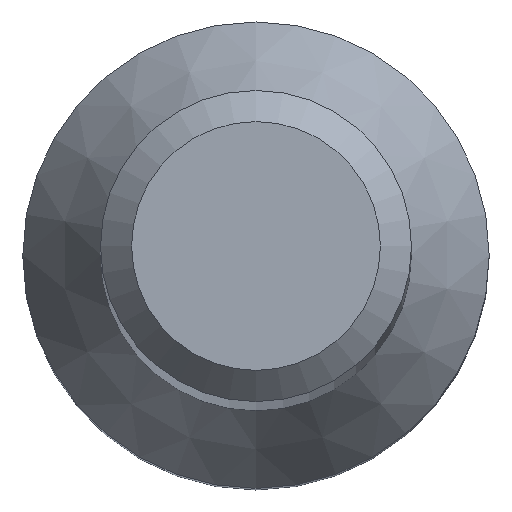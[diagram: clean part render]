
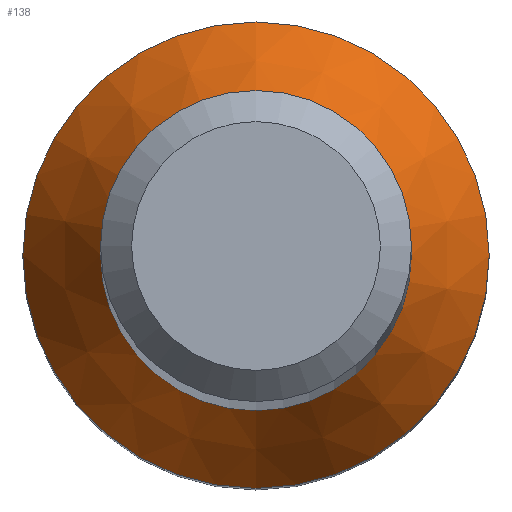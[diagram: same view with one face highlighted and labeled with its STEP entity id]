
A CAD part, top view. The second image highlights one B-rep face of the part: STEP entity #138.
In plain terms, the highlighted conical face has half-angle 30 degrees and reference radius 2.999 mm.
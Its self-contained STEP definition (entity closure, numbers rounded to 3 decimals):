
#3 = CARTESIAN_POINT ( 'NONE',  ( 0., 0., 12.262 ) ) ;
#11 = VERTEX_POINT ( 'NONE', #115 ) ;
#17 = EDGE_LOOP ( 'NONE', ( #192 ) ) ;
#40 = CIRCLE ( 'NONE', #177, 2. ) ;
#46 = ORIENTED_EDGE ( 'NONE', *, *, #213, .F. ) ;
#55 = FACE_BOUND ( 'NONE', #17, .T. ) ;
#67 = CIRCLE ( 'NONE', #135, 2.999 ) ;
#94 = VERTEX_POINT ( 'NONE', #206 ) ;
#103 = DIRECTION ( 'NONE',  ( 0., 1., 0. ) ) ;
#115 = CARTESIAN_POINT ( 'NONE',  ( 0., 2.999, 12.262 ) ) ;
#124 = DIRECTION ( 'NONE',  ( 0., 0., -1. ) ) ;
#135 = AXIS2_PLACEMENT_3D ( 'NONE', #169, #153, #136 ) ;
#136 = DIRECTION ( 'NONE',  ( 0., 1., 0. ) ) ;
#138 = ADVANCED_FACE ( 'NONE', ( #55, #147 ), #236, .T. ) ;
#147 = FACE_OUTER_BOUND ( 'NONE', #173, .T. ) ;
#153 = DIRECTION ( 'NONE',  ( 0., 0., -1. ) ) ;
#169 = CARTESIAN_POINT ( 'NONE',  ( 0., 0., 12.262 ) ) ;
#171 = AXIS2_PLACEMENT_3D ( 'NONE', #3, #229, #231 ) ;
#173 = EDGE_LOOP ( 'NONE', ( #46 ) ) ;
#177 = AXIS2_PLACEMENT_3D ( 'NONE', #225, #124, #103 ) ;
#192 = ORIENTED_EDGE ( 'NONE', *, *, #201, .T. ) ;
#201 = EDGE_CURVE ( 'NONE', #94, #94, #40, .T. ) ;
#206 = CARTESIAN_POINT ( 'NONE',  ( 0., 2., 13.992 ) ) ;
#213 = EDGE_CURVE ( 'NONE', #11, #11, #67, .T. ) ;
#225 = CARTESIAN_POINT ( 'NONE',  ( 0., 0., 13.992 ) ) ;
#229 = DIRECTION ( 'NONE',  ( 0., 0., -1. ) ) ;
#231 = DIRECTION ( 'NONE',  ( 0., 1., 0. ) ) ;
#236 = CONICAL_SURFACE ( 'NONE', #171, 2.999, 0.524 ) ;
